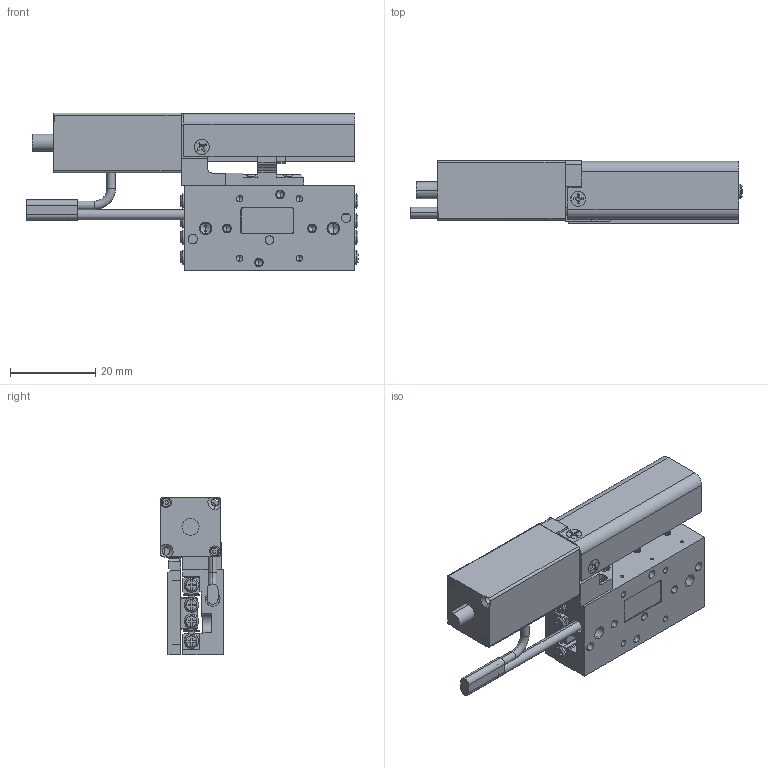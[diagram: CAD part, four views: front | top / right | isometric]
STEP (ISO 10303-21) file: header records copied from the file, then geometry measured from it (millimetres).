
FILE_DESCRIPTION (( 'STEP AP214' ), '1' );
FILE_NAME ('PPS-20-23016.STEP', '2023-08-03T18:50:08', ( '' ), ( '' ), 'SwSTEP 2.0', 'SolidWorks 2023', '' );
FILE_SCHEMA (( 'AUTOMOTIVE_DESIGN' ));
Length unit declared in the file: millimetre
Products named in the file (19): NB Slide Way SVW 1000 Rail_demo ; PPS-20, Back Cover, Master Part; NB Slide Way SVW 1000 Center Way_SVW 1040; NB Slide Way SVW 1000 Cage_SVW 1040-11Z Custom; 130221 Leadscrew Nut, PPS-20SM, Kozak M3x0.2mm; PPS-20, Carriage, Master Part_40mm; SCREW, MS-PFH, E-NR_1-72 x 1''8in; Limit Switch and Motor Cable_SILVER LIMIT+MOTOR; 430677 PPS-20 Stepper Motor Bracket, Sanyo Motor; Set Screw, Cup-H, E-ASME_E1-72 x 1''16; 130160 Bearing, NB, Slide Way, SVW 1000_SVW 1040-11Z Custom (Rigid at Center); 430719 PPS-20 & 28 Leadscrew Cover, Sanyo Motor_PPS-20, 40mm; SCREW, MS-PFH, M-DIN_M2 x 0.4 x 05mm; 130221 Leadscrew, Standard Shaft, M3x0.2_38mm; PPS-20-23016; SCREW, MS-PPH, M-JCIS_M1.6 x 0.35 x 4mm; 430678 PPS-20 Leadscrew Nut Bracket, Kozak M3 with Sanyo 14mm; 110182 Sanyo motor 14mm_shortened shaft; PPS-20, Base, Master Part_L40, No Ears
Assembly tree (39 placements, depth 3):
  PPS-20-23016
    PPS-20, Base, Master Part_L40, No Ears
    PPS-20, Back Cover, Master Part
    PPS-20, Carriage, Master Part_40mm
    SCREW, MS-PFH, M-DIN_M2 x 0.4 x 05mm  x4
    130160 Bearing, NB, Slide Way, SVW 1000_SVW 1040-11Z Custom (Rigid at Center)
      NB Slide Way SVW 1000 Rail_demo   x2
      NB Slide Way SVW 1000 Center Way_SVW 1040
      NB Slide Way SVW 1000 Cage_SVW 1040-11Z Custom  x2
    Set Screw, Cup-H, E-ASME_E1-72 x 1''16  x4
    SCREW, MS-PPH, M-JCIS_M1.6 x 0.35 x 4mm  x12
    130221 Leadscrew Nut, PPS-20SM, Kozak M3x0.2mm
    130221 Leadscrew, Standard Shaft, M3x0.2_38mm
    430677 PPS-20 Stepper Motor Bracket, Sanyo Motor
    110182 Sanyo motor 14mm_shortened shaft
    430678 PPS-20 Leadscrew Nut Bracket, Kozak M3 with Sanyo 14mm
    SCREW, MS-PFH, E-NR_1-72 x 1''8in  x3
    430719 PPS-20 & 28 Leadscrew Cover, Sanyo Motor_PPS-20, 40mm
    Limit Switch and Motor Cable_SILVER LIMIT+MOTOR
Bounding box: 77.99 x 14.7 x 37.1 mm (x, y, z)
Volume: 17141.2 mm3; surface area: 18379.5 mm2
Topology: 40 solids, 40 shells, 1855 faces, 4681 edges, 2916 vertices
Faces by surface type: plane 861, cylinder 570, cone 350, torus 74
Full cylindrical faces by diameter (mm): 3 x1
Entity records: 33198 total; most frequent: CARTESIAN_POINT 6406, DIRECTION 5604, ORIENTED_EDGE 5296, EDGE_CURVE 2648, AXIS2_PLACEMENT_3D 2037, VERTEX_POINT 1703, LINE 1530, VECTOR 1530
